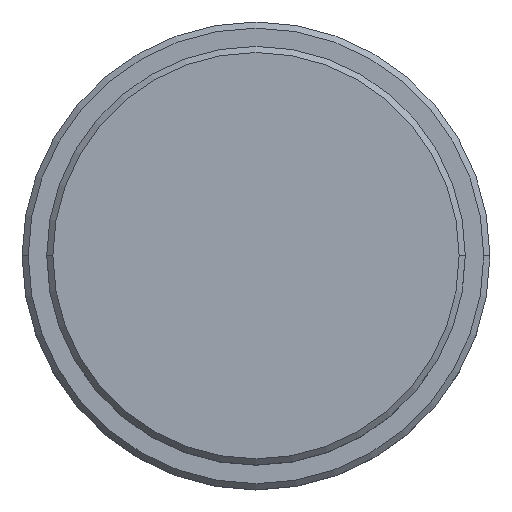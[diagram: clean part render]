
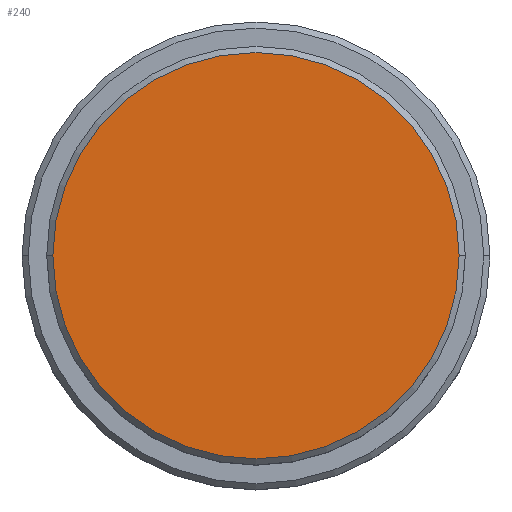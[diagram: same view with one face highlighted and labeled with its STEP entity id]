
A CAD part, top view. The second image highlights one B-rep face of the part: STEP entity #240.
In plain terms, the highlighted planar face has unit normal (0, 0, 1).
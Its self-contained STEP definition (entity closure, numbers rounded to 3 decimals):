
#58 = AXIS2_PLACEMENT_3D ( 'NONE', #929, #940, #72 ) ;
#72 = DIRECTION ( 'NONE',  ( 1., 0., 0. ) ) ;
#119 = CARTESIAN_POINT ( 'NONE',  ( -16.5, 0., 0. ) ) ;
#200 = EDGE_CURVE ( 'NONE', #895, #756, #668, .T. ) ;
#218 = CARTESIAN_POINT ( 'NONE',  ( 0., 0., 0. ) ) ;
#221 = ORIENTED_EDGE ( 'NONE', *, *, #537, .T. ) ;
#240 = ADVANCED_FACE ( 'NONE', ( #831 ), #810, .T. ) ;
#262 = CARTESIAN_POINT ( 'NONE',  ( 0., 0., 0. ) ) ;
#310 = CIRCLE ( 'NONE', #542, 16.5 ) ;
#487 = DIRECTION ( 'NONE',  ( 0., 0., 1. ) ) ;
#537 = EDGE_CURVE ( 'NONE', #756, #895, #310, .T. ) ;
#542 = AXIS2_PLACEMENT_3D ( 'NONE', #218, #1207, #1200 ) ;
#581 = DIRECTION ( 'NONE',  ( 1., 0., 0. ) ) ;
#593 = ORIENTED_EDGE ( 'NONE', *, *, #200, .T. ) ;
#668 = CIRCLE ( 'NONE', #670, 16.5 ) ;
#670 = AXIS2_PLACEMENT_3D ( 'NONE', #262, #487, #581 ) ;
#756 = VERTEX_POINT ( 'NONE', #1261 ) ;
#810 = PLANE ( 'NONE',  #58 ) ;
#831 = FACE_OUTER_BOUND ( 'NONE', #1370, .T. ) ;
#895 = VERTEX_POINT ( 'NONE', #119 ) ;
#929 = CARTESIAN_POINT ( 'NONE',  ( 0., 0., 0. ) ) ;
#940 = DIRECTION ( 'NONE',  ( 0., 0., 1. ) ) ;
#1200 = DIRECTION ( 'NONE',  ( 1., 0., 0. ) ) ;
#1207 = DIRECTION ( 'NONE',  ( 0., 0., 1. ) ) ;
#1261 = CARTESIAN_POINT ( 'NONE',  ( 16.5, 0., 0. ) ) ;
#1370 = EDGE_LOOP ( 'NONE', ( #593, #221 ) ) ;
